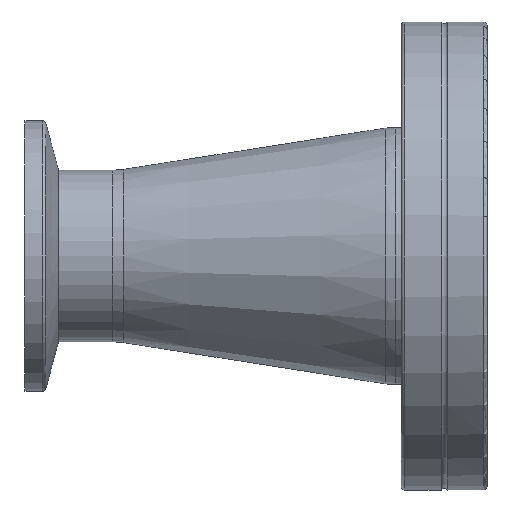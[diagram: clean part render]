
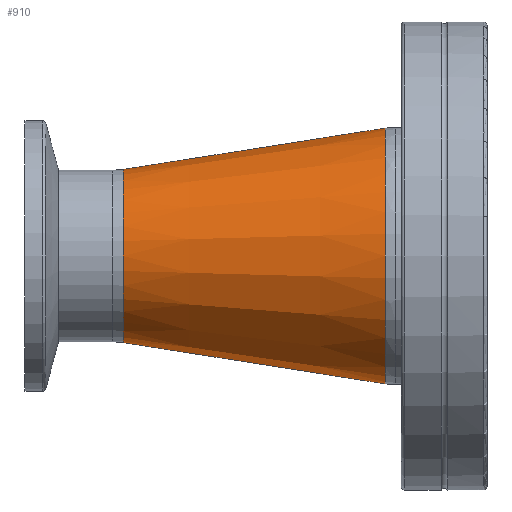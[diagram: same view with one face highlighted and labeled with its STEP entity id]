
A CAD part, left-side view. The second image highlights one B-rep face of the part: STEP entity #910.
In plain terms, the highlighted conical face has half-angle 8.954 degrees and reference radius 15.875 mm.
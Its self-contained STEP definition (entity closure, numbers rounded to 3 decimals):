
#108=CONICAL_SURFACE('',#1054,15.875,8.954);
#174=FACE_BOUND('',#375,.T.);
#241=FACE_OUTER_BOUND('',#374,.T.);
#374=EDGE_LOOP('',(#814,#815));
#375=EDGE_LOOP('',(#816));
#454=CIRCLE('',#1052,12.822);
#456=CIRCLE('',#1055,18.928);
#457=CIRCLE('',#1056,18.928);
#539=VERTEX_POINT('',#1753);
#541=VERTEX_POINT('',#1758);
#542=VERTEX_POINT('',#1759);
#633=EDGE_CURVE('',#539,#539,#454,.T.);
#635=EDGE_CURVE('',#541,#542,#456,.T.);
#636=EDGE_CURVE('',#542,#541,#457,.T.);
#814=ORIENTED_EDGE('',*,*,#635,.F.);
#815=ORIENTED_EDGE('',*,*,#636,.F.);
#816=ORIENTED_EDGE('',*,*,#633,.F.);
#910=ADVANCED_FACE('',(#241,#174),#108,.T.);
#1052=AXIS2_PLACEMENT_3D('',#1754,#1339,#1340);
#1054=AXIS2_PLACEMENT_3D('',#1757,#1343,#1344);
#1055=AXIS2_PLACEMENT_3D('',#1760,#1345,#1346);
#1056=AXIS2_PLACEMENT_3D('',#1761,#1347,#1348);
#1339=DIRECTION('center_axis',(-1.,0.,0.));
#1340=DIRECTION('ref_axis',(0.,-1.,0.));
#1343=DIRECTION('center_axis',(1.,0.,0.));
#1344=DIRECTION('ref_axis',(0.,1.,0.));
#1345=DIRECTION('center_axis',(1.,0.,0.));
#1346=DIRECTION('ref_axis',(0.,-1.,0.));
#1347=DIRECTION('center_axis',(1.,0.,0.));
#1348=DIRECTION('ref_axis',(0.,-1.,0.));
#1753=CARTESIAN_POINT('',(-39.527,12.822,0.));
#1754=CARTESIAN_POINT('Origin',(-39.527,0.,0.));
#1757=CARTESIAN_POINT('Origin',(-20.15,0.,0.));
#1758=CARTESIAN_POINT('',(-0.773,18.928,0.));
#1759=CARTESIAN_POINT('',(-0.773,0.,-18.928));
#1760=CARTESIAN_POINT('Origin',(-0.773,0.,0.));
#1761=CARTESIAN_POINT('Origin',(-0.773,0.,0.));
